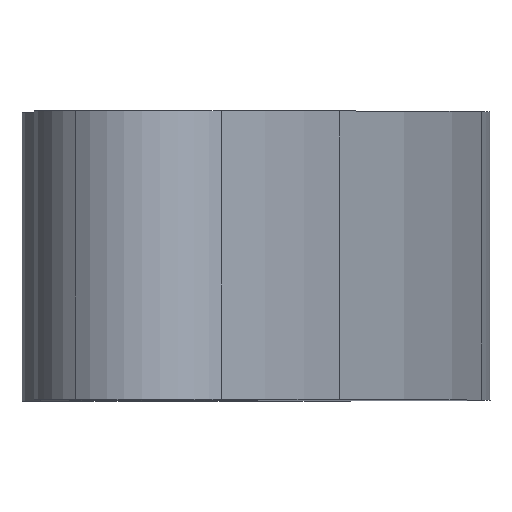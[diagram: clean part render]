
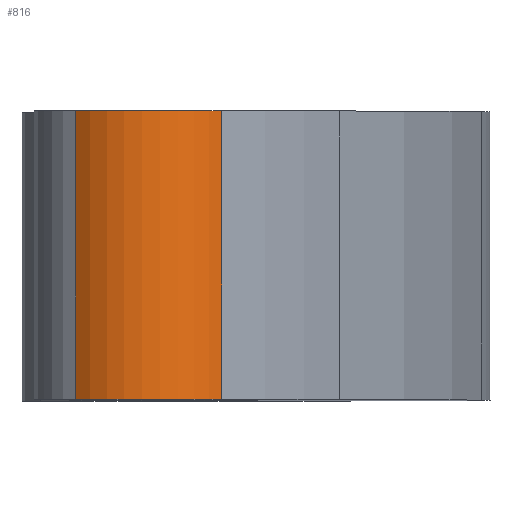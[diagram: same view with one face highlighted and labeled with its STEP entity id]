
A CAD part, top view. The second image highlights one B-rep face of the part: STEP entity #816.
In plain terms, the highlighted cylindrical face has radius 3.59 mm (diameter 7.18 mm), a partial arc.
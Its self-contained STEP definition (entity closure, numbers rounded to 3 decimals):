
#3 = LINE ( 'NONE', #504, #1263 ) ;
#74 = CIRCLE ( 'NONE', #955, 3.59 ) ;
#157 = AXIS2_PLACEMENT_3D ( 'NONE', #303, #712, #585 ) ;
#161 = VERTEX_POINT ( 'NONE', #1409 ) ;
#249 = CARTESIAN_POINT ( 'NONE',  ( 48.674, 1., 21.023 ) ) ;
#303 = CARTESIAN_POINT ( 'NONE',  ( 50.984, 11., 18.275 ) ) ;
#311 = CIRCLE ( 'NONE', #1190, 3.59 ) ;
#313 = VERTEX_POINT ( 'NONE', #249 ) ;
#322 = DIRECTION ( 'NONE',  ( 1., 0., 0. ) ) ;
#456 = EDGE_CURVE ( 'NONE', #161, #313, #74, .T. ) ;
#500 = EDGE_CURVE ( 'NONE', #1081, #1220, #311, .T. ) ;
#504 = CARTESIAN_POINT ( 'NONE',  ( 53.732, 11., 20.585 ) ) ;
#585 = DIRECTION ( 'NONE',  ( 1., 0., 0. ) ) ;
#664 = DIRECTION ( 'NONE',  ( 1., 0., 0. ) ) ;
#674 = DIRECTION ( 'NONE',  ( 0., -1., 0. ) ) ;
#712 = DIRECTION ( 'NONE',  ( 0., -1., 0. ) ) ;
#796 = ORIENTED_EDGE ( 'NONE', *, *, #798, .T. ) ;
#798 = EDGE_CURVE ( 'NONE', #1220, #313, #1035, .T. ) ;
#816 = ADVANCED_FACE ( 'NONE', ( #924 ), #1174, .T. ) ;
#846 = DIRECTION ( 'NONE',  ( 0., -1., 0. ) ) ;
#855 = ORIENTED_EDGE ( 'NONE', *, *, #456, .F. ) ;
#924 = FACE_OUTER_BOUND ( 'NONE', #1034, .T. ) ;
#955 = AXIS2_PLACEMENT_3D ( 'NONE', #1388, #1396, #322 ) ;
#969 = EDGE_CURVE ( 'NONE', #1081, #161, #3, .T. ) ;
#1011 = DIRECTION ( 'NONE',  ( 0., -1., 0. ) ) ;
#1034 = EDGE_LOOP ( 'NONE', ( #855, #1534, #1223, #796 ) ) ;
#1035 = LINE ( 'NONE', #1393, #1503 ) ;
#1081 = VERTEX_POINT ( 'NONE', #1129 ) ;
#1129 = CARTESIAN_POINT ( 'NONE',  ( 53.732, 11., 20.585 ) ) ;
#1143 = CARTESIAN_POINT ( 'NONE',  ( 50.984, 11., 18.275 ) ) ;
#1174 = CYLINDRICAL_SURFACE ( 'NONE', #157, 3.59 ) ;
#1190 = AXIS2_PLACEMENT_3D ( 'NONE', #1143, #1011, #664 ) ;
#1220 = VERTEX_POINT ( 'NONE', #1287 ) ;
#1223 = ORIENTED_EDGE ( 'NONE', *, *, #500, .T. ) ;
#1263 = VECTOR ( 'NONE', #846, 1000. ) ;
#1287 = CARTESIAN_POINT ( 'NONE',  ( 48.674, 11., 21.023 ) ) ;
#1388 = CARTESIAN_POINT ( 'NONE',  ( 50.984, 1., 18.275 ) ) ;
#1393 = CARTESIAN_POINT ( 'NONE',  ( 48.674, 11., 21.023 ) ) ;
#1396 = DIRECTION ( 'NONE',  ( 0., -1., 0. ) ) ;
#1409 = CARTESIAN_POINT ( 'NONE',  ( 53.732, 1., 20.585 ) ) ;
#1503 = VECTOR ( 'NONE', #674, 1000. ) ;
#1534 = ORIENTED_EDGE ( 'NONE', *, *, #969, .F. ) ;
